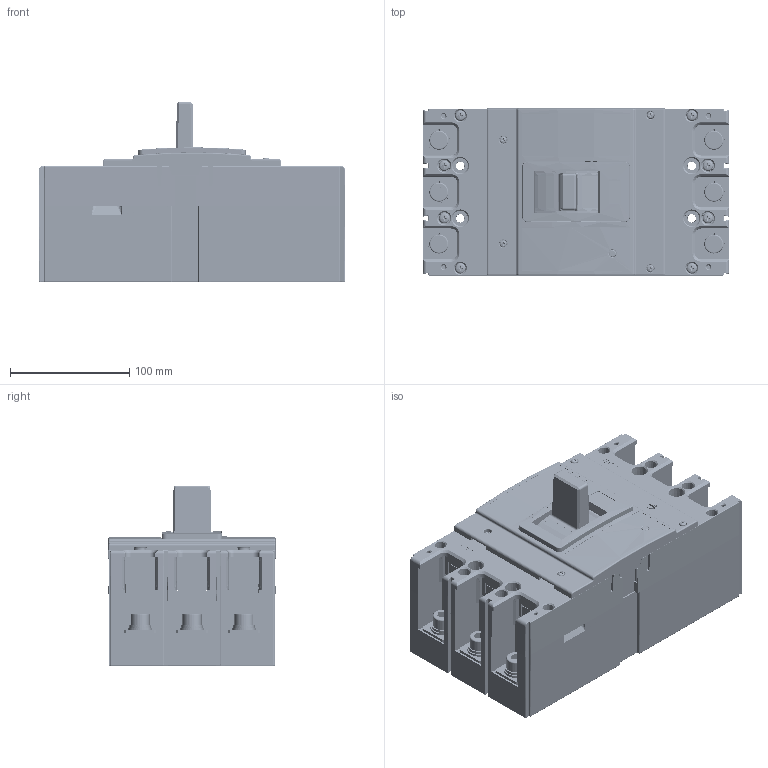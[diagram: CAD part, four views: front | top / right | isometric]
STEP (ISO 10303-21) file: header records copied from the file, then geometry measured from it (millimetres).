
FILE_DESCRIPTION(/* description */ (''),/* implementation_level */ '2;1');
FILE_NAME(/* name */ 'model1.stp',/* time_stamp */ '2024-02-26T16:43:09+08:00',/* author */ (''),/* organization */ (''),/* preprocessor_version */ 'ST-DEVELOPER v11',/* originating_system */ 'SIEMENS UGS NX 6.0',/* authorisation */ '');
FILE_SCHEMA (('CONFIG_CONTROL_DESIGN'));
Products named in the file (1): Admi799Egfzm
Bounding box: 257 x 140 x 151.23 mm (x, y, z)
Volume: 1630140.7 mm3; surface area: 634089 mm2
Topology: 71 solids, 79 shells, 5005 faces, 13786 edges, 9032 vertices
Faces by surface type: plane 3077, cylinder 1140, cone 251, torus 208, bspline 199, extrusion 93, sphere 37
Full cylindrical faces by diameter (mm): 2.659 x4, 3 x6, 3.15 x4, 3.2 x6, 3.354 x84, 3.5 x9, 3.9 x6, 4 x4, 4.2 x15, 4.48 x9, 4.6 x8, 5 x53, 5.4 x2, 5.5 x26, 5.8 x2, 5.85 x8, 6 x3, 6.2 x1, 6.3 x1, 6.5 x4, 7 x12, 7.5 x20, 8 x1, 8.282 x1, 8.3 x1, 8.7 x4, 8.782 x1, 8.82 x9, 8.9 x1, 9.1 x4
Entity records: 246863 total; most frequent: CARTESIAN_POINT 125971, ORIENTED_EDGE 25482, DIRECTION 23610, EDGE_CURVE 12741, VERTEX_POINT 8624, VECTOR 8296, LINE 8203, AXIS2_PLACEMENT_3D 7657
